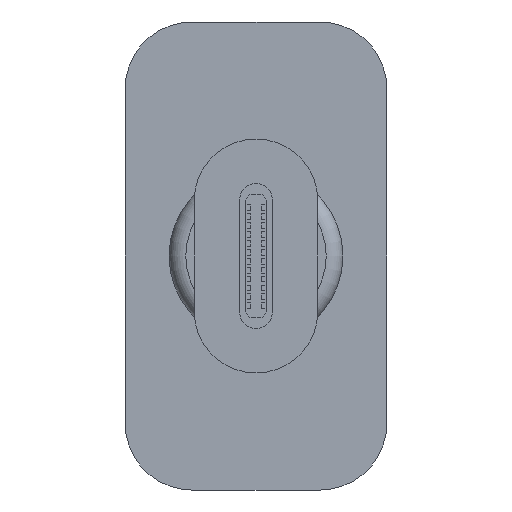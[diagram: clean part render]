
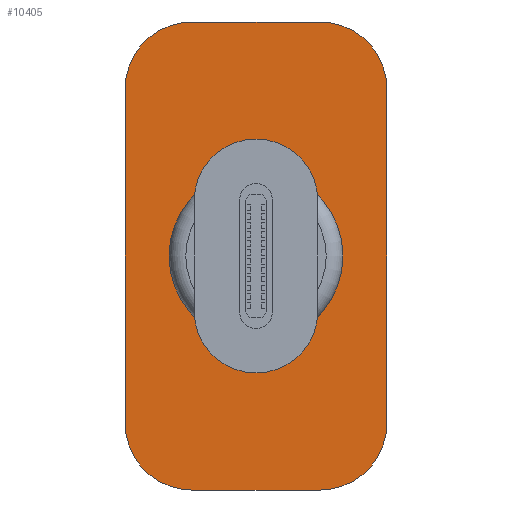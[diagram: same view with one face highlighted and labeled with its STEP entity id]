
A CAD part, left-side view. The second image highlights one B-rep face of the part: STEP entity #10405.
In plain terms, the highlighted planar face has unit normal (-1, 0, 0).
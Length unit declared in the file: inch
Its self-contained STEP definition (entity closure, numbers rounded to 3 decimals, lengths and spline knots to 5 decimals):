
#243 = CARTESIAN_POINT ( 'NONE',  ( -0.89, 0.115, -0.3 ) ) ;
#1039 = CARTESIAN_POINT ( 'NONE',  ( -0.89, 0., 0.156 ) ) ;
#1175 = ORIENTED_EDGE ( 'NONE', *, *, #22072, .F. ) ;
#1210 = DIRECTION ( 'NONE',  ( 0., 0., 1. ) ) ;
#1270 = EDGE_CURVE ( 'NONE', #21301, #4632, #26238, .T. ) ;
#1508 = ORIENTED_EDGE ( 'NONE', *, *, #27707, .F. ) ;
#2151 = AXIS2_PLACEMENT_3D ( 'NONE', #9650, #9928, #26851 ) ;
#2330 = DIRECTION ( 'NONE',  ( 0., 0., 1. ) ) ;
#2603 = DIRECTION ( 'NONE',  ( 1., 0., 0. ) ) ;
#2607 = CARTESIAN_POINT ( 'NONE',  ( -0.89, -0.235, 0.3 ) ) ;
#2846 = EDGE_CURVE ( 'NONE', #5482, #18277, #18993, .T. ) ;
#2901 = ORIENTED_EDGE ( 'NONE', *, *, #13209, .F. ) ;
#3114 = VECTOR ( 'NONE', #8521, 39.37008 ) ;
#3434 = CARTESIAN_POINT ( 'NONE',  ( -0.89, -0.115, -0.3 ) ) ;
#3480 = PLANE ( 'NONE',  #2151 ) ;
#3520 = DIRECTION ( 'NONE',  ( 1., 0., 0. ) ) ;
#3713 = CIRCLE ( 'NONE', #15693, 0.156 ) ;
#3780 = CARTESIAN_POINT ( 'NONE',  ( -0.89, -0.235, -0.3 ) ) ;
#4426 = CARTESIAN_POINT ( 'NONE',  ( -0.89, -0.115, -0.42 ) ) ;
#4618 = VERTEX_POINT ( 'NONE', #2607 ) ;
#4632 = VERTEX_POINT ( 'NONE', #17747 ) ;
#5207 = CARTESIAN_POINT ( 'NONE',  ( -0.89, 0.235, 0.3 ) ) ;
#5482 = VERTEX_POINT ( 'NONE', #8555 ) ;
#5488 = DIRECTION ( 'NONE',  ( 0., 0., -1. ) ) ;
#6074 = CARTESIAN_POINT ( 'NONE',  ( -0.89, 0.235, -0.3 ) ) ;
#6199 = EDGE_CURVE ( 'NONE', #4618, #6918, #6765, .T. ) ;
#6522 = AXIS2_PLACEMENT_3D ( 'NONE', #3434, #3520, #5488 ) ;
#6530 = DIRECTION ( 'NONE',  ( 1., 0., 0. ) ) ;
#6765 = LINE ( 'NONE', #12595, #3114 ) ;
#6918 = VERTEX_POINT ( 'NONE', #3780 ) ;
#7456 = CARTESIAN_POINT ( 'NONE',  ( -0.89, 0.235, 0.3 ) ) ;
#7688 = EDGE_CURVE ( 'NONE', #4632, #27244, #8349, .T. ) ;
#7754 = LINE ( 'NONE', #5207, #22452 ) ;
#7883 = DIRECTION ( 'NONE',  ( 0., 1., 0. ) ) ;
#7886 = DIRECTION ( 'NONE',  ( 0., 0., 1. ) ) ;
#8349 = CIRCLE ( 'NONE', #11866, 0.12 ) ;
#8521 = DIRECTION ( 'NONE',  ( 0., 0., -1. ) ) ;
#8555 = CARTESIAN_POINT ( 'NONE',  ( -0.89, 0., -0.156 ) ) ;
#9006 = ORIENTED_EDGE ( 'NONE', *, *, #13539, .F. ) ;
#9650 = CARTESIAN_POINT ( 'NONE',  ( -0.89, 0.115, -0.3 ) ) ;
#9928 = DIRECTION ( 'NONE',  ( -1., 0., 0. ) ) ;
#10154 = ORIENTED_EDGE ( 'NONE', *, *, #7688, .F. ) ;
#10405 = ADVANCED_FACE ( 'NONE', ( #10455, #22148 ), #3480, .T. ) ;
#10455 = FACE_BOUND ( 'NONE', #16252, .T. ) ;
#10644 = CARTESIAN_POINT ( 'NONE',  ( -0.89, 0.115, 0.42 ) ) ;
#10802 = CIRCLE ( 'NONE', #6522, 0.12 ) ;
#10885 = ORIENTED_EDGE ( 'NONE', *, *, #6199, .F. ) ;
#11035 = CARTESIAN_POINT ( 'NONE',  ( -0.89, 0.115, 0.3 ) ) ;
#11822 = EDGE_CURVE ( 'NONE', #20906, #12548, #20354, .T. ) ;
#11866 = AXIS2_PLACEMENT_3D ( 'NONE', #243, #6530, #2330 ) ;
#11886 = AXIS2_PLACEMENT_3D ( 'NONE', #15379, #2603, #17566 ) ;
#12406 = CIRCLE ( 'NONE', #11886, 0.12 ) ;
#12548 = VERTEX_POINT ( 'NONE', #10644 ) ;
#12595 = CARTESIAN_POINT ( 'NONE',  ( -0.89, -0.235, 0.3 ) ) ;
#13209 = EDGE_CURVE ( 'NONE', #12548, #18615, #17921, .T. ) ;
#13468 = VECTOR ( 'NONE', #7883, 39.37008 ) ;
#13539 = EDGE_CURVE ( 'NONE', #6918, #21301, #10802, .T. ) ;
#13986 = DIRECTION ( 'NONE',  ( -1., 0., 0. ) ) ;
#14491 = CARTESIAN_POINT ( 'NONE',  ( -0.89, -0.115, 0.42 ) ) ;
#15379 = CARTESIAN_POINT ( 'NONE',  ( -0.89, -0.115, 0.3 ) ) ;
#15693 = AXIS2_PLACEMENT_3D ( 'NONE', #16437, #13986, #1210 ) ;
#15725 = ORIENTED_EDGE ( 'NONE', *, *, #2846, .F. ) ;
#16252 = EDGE_LOOP ( 'NONE', ( #15725, #1175 ) ) ;
#16437 = CARTESIAN_POINT ( 'NONE',  ( -0.89, 0., 0. ) ) ;
#17566 = DIRECTION ( 'NONE',  ( 0., 0., 1. ) ) ;
#17747 = CARTESIAN_POINT ( 'NONE',  ( -0.89, 0.115, -0.42 ) ) ;
#17921 = LINE ( 'NONE', #23469, #22590 ) ;
#18277 = VERTEX_POINT ( 'NONE', #1039 ) ;
#18537 = CARTESIAN_POINT ( 'NONE',  ( -0.89, -0.115, -0.42 ) ) ;
#18615 = VERTEX_POINT ( 'NONE', #14491 ) ;
#18993 = CIRCLE ( 'NONE', #24351, 0.156 ) ;
#19205 = ORIENTED_EDGE ( 'NONE', *, *, #1270, .F. ) ;
#19238 = DIRECTION ( 'NONE',  ( 0., -1., 0. ) ) ;
#19595 = EDGE_LOOP ( 'NONE', ( #10154, #19205, #9006, #10885, #26711, #2901, #24735, #1508 ) ) ;
#20354 = CIRCLE ( 'NONE', #27108, 0.12 ) ;
#20906 = VERTEX_POINT ( 'NONE', #7456 ) ;
#21301 = VERTEX_POINT ( 'NONE', #4426 ) ;
#21980 = DIRECTION ( 'NONE',  ( 1., 0., 0. ) ) ;
#22072 = EDGE_CURVE ( 'NONE', #18277, #5482, #3713, .T. ) ;
#22148 = FACE_OUTER_BOUND ( 'NONE', #19595, .T. ) ;
#22452 = VECTOR ( 'NONE', #24498, 39.37008 ) ;
#22590 = VECTOR ( 'NONE', #19238, 39.37008 ) ;
#22939 = CARTESIAN_POINT ( 'NONE',  ( -0.89, 0., 0. ) ) ;
#23469 = CARTESIAN_POINT ( 'NONE',  ( -0.89, -0.115, 0.42 ) ) ;
#24351 = AXIS2_PLACEMENT_3D ( 'NONE', #22939, #25186, #7886 ) ;
#24498 = DIRECTION ( 'NONE',  ( 0., 0., 1. ) ) ;
#24735 = ORIENTED_EDGE ( 'NONE', *, *, #11822, .F. ) ;
#25186 = DIRECTION ( 'NONE',  ( -1., 0., 0. ) ) ;
#26051 = DIRECTION ( 'NONE',  ( 0., 0., 1. ) ) ;
#26238 = LINE ( 'NONE', #18537, #13468 ) ;
#26711 = ORIENTED_EDGE ( 'NONE', *, *, #27561, .F. ) ;
#26851 = DIRECTION ( 'NONE',  ( 0., 0., 1. ) ) ;
#27108 = AXIS2_PLACEMENT_3D ( 'NONE', #11035, #21980, #26051 ) ;
#27244 = VERTEX_POINT ( 'NONE', #6074 ) ;
#27561 = EDGE_CURVE ( 'NONE', #18615, #4618, #12406, .T. ) ;
#27707 = EDGE_CURVE ( 'NONE', #27244, #20906, #7754, .T. ) ;
